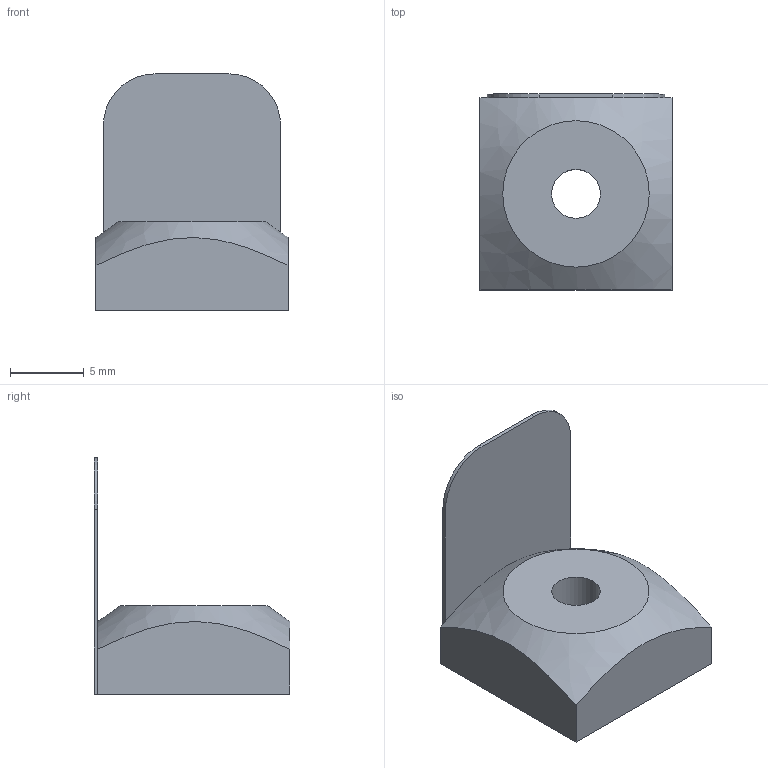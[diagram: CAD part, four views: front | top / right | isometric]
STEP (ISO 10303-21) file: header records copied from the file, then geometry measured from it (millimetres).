
FILE_DESCRIPTION(('STEP AP203'),'2;1');
FILE_NAME('26.065.00.stp','2011-03-21T16:15:15',(''),(''),'2009.3.110','THINKDESIGN','');
FILE_SCHEMA(('CONFIG_CONTROL_DESIGN'));
Length unit declared in the file: millimetre
Bounding box: 13 x 13.25 x 16 mm (x, y, z)
Volume: 917.8 mm3; surface area: 1011.1 mm2
Topology: 2 solids, 2 shells, 16 faces, 39 edges, 27 vertices
Faces by surface type: plane 12, cylinder 3, bspline 1
Full cylindrical faces by diameter (mm): 3.3 x1
Entity records: 623 total; most frequent: CARTESIAN_POINT 147, ORIENTED_EDGE 78, DIRECTION 74, EDGE_CURVE 39, VERTEX_POINT 27, AXIS2_PLACEMENT_3D 25, VECTOR 24, LINE 24
